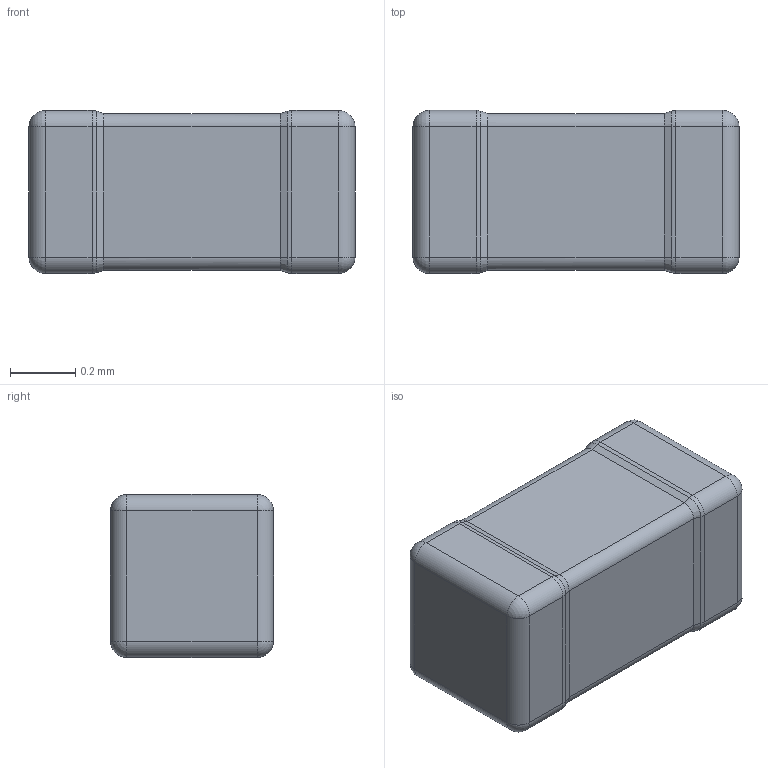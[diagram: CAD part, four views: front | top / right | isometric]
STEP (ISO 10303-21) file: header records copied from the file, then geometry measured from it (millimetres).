
FILE_DESCRIPTION (( 'STEP AP214' ), '1' );
FILE_NAME ('Ferrite Bead 0402.STEP', '2019-07-19T13:01:30', ( '' ), ( '' ), 'SwSTEP 2.0', 'SolidWorks 2018', '' );
FILE_SCHEMA (( 'AUTOMOTIVE_DESIGN' ));
Length unit declared in the file: millimetre
Products named in the file (1): Ferrite Bead 0402
Bounding box: 1 x 0.5 x 0.5 mm (x, y, z)
Volume: 0.2 mm3; surface area: 2.3 mm2
Topology: 1 solids, 1 shells, 74 faces, 152 edges, 72 vertices
Faces by surface type: cylinder 28, sphere 16, bspline 16, plane 14
Entity records: 2154 total; most frequent: CARTESIAN_POINT 923, ORIENTED_EDGE 288, EDGE_CURVE 144, B_SPLINE_CURVE_WITH_KNOTS 136, DIRECTION 118, EDGE_LOOP 74, FACE_OUTER_BOUND 74, ADVANCED_FACE 74
